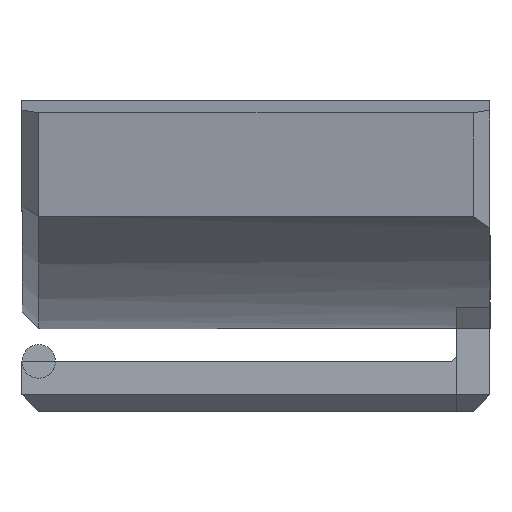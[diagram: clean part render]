
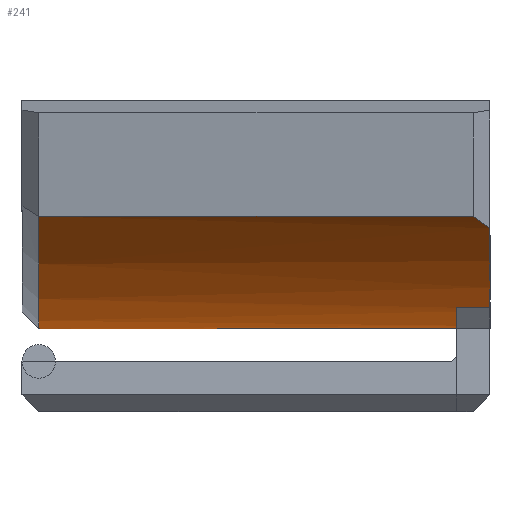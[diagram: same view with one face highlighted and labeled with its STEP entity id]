
A CAD part, left-side view. The second image highlights one B-rep face of the part: STEP entity #241.
In plain terms, the highlighted cylindrical face has radius 42.5 mm (diameter 85 mm), a partial arc.
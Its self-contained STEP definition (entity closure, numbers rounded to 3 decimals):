
#32 = VERTEX_POINT('',#33);
#33 = CARTESIAN_POINT('',(-8.973,-12.,-45.021));
#39 = EDGE_CURVE('',#40,#32,#42,.T.);
#40 = VERTEX_POINT('',#41);
#41 = CARTESIAN_POINT('',(-8.,-12.,-45.252));
#42 = CIRCLE('',#43,42.5);
#43 = AXIS2_PLACEMENT_3D('',#44,#45,#46);
#44 = CARTESIAN_POINT('',(1.302,-12.,-3.782));
#45 = DIRECTION('',(0.,1.,0.));
#46 = DIRECTION('',(0.,0.,1.));
#48 = EDGE_CURVE('',#49,#40,#51,.T.);
#49 = VERTEX_POINT('',#50);
#50 = CARTESIAN_POINT('',(8.,-12.,-45.751));
#51 = CIRCLE('',#52,42.5);
#52 = AXIS2_PLACEMENT_3D('',#53,#54,#55);
#53 = CARTESIAN_POINT('',(1.302,-12.,-3.782));
#54 = DIRECTION('',(0.,1.,0.));
#55 = DIRECTION('',(1.,0.,0.));
#57 = EDGE_CURVE('',#49,#58,#60,.T.);
#58 = VERTEX_POINT('',#59);
#59 = CARTESIAN_POINT('',(8.986,-12.,-45.582));
#60 = CIRCLE('',#61,42.5);
#61 = AXIS2_PLACEMENT_3D('',#62,#63,#64);
#62 = CARTESIAN_POINT('',(1.302,-12.,-3.782));
#63 = DIRECTION('',(0.,-1.,0.));
#64 = DIRECTION('',(0.,0.,1.));
#175 = VERTEX_POINT('',#176);
#176 = CARTESIAN_POINT('',(-8.973,-14.,-45.021));
#182 = EDGE_CURVE('',#175,#32,#183,.T.);
#183 = LINE('',#184,#185);
#184 = CARTESIAN_POINT('',(-8.973,-14.,-45.021));
#185 = VECTOR('',#186,1.);
#186 = DIRECTION('',(0.,1.,0.));
#241 = ADVANCED_FACE('',(#242),#315,.T.);
#242 = FACE_BOUND('',#243,.F.);
#243 = EDGE_LOOP('',(#244,#254,#263,#271,#280,#287,#288,#289,#290,#291,
    #299,#308));
#244 = ORIENTED_EDGE('',*,*,#245,.F.);
#245 = EDGE_CURVE('',#246,#248,#250,.T.);
#246 = VERTEX_POINT('',#247);
#247 = CARTESIAN_POINT('',(23.489,13.,-40.031));
#248 = VERTEX_POINT('',#249);
#249 = CARTESIAN_POINT('',(23.489,-13.,-40.031));
#250 = LINE('',#251,#252);
#251 = CARTESIAN_POINT('',(23.489,14.,-40.031));
#252 = VECTOR('',#253,1.);
#253 = DIRECTION('',(0.,-1.,0.));
#254 = ORIENTED_EDGE('',*,*,#255,.F.);
#255 = EDGE_CURVE('',#256,#246,#258,.T.);
#256 = VERTEX_POINT('',#257);
#257 = CARTESIAN_POINT('',(-21.643,13.,-39.556));
#258 = CIRCLE('',#259,42.5);
#259 = AXIS2_PLACEMENT_3D('',#260,#261,#262);
#260 = CARTESIAN_POINT('',(1.302,13.,-3.782));
#261 = DIRECTION('',(0.,-1.,0.));
#262 = DIRECTION('',(-0.54,0.,-0.842
    ));
#263 = ORIENTED_EDGE('',*,*,#264,.T.);
#264 = EDGE_CURVE('',#256,#265,#267,.T.);
#265 = VERTEX_POINT('',#266);
#266 = CARTESIAN_POINT('',(-21.643,-13.,-39.556));
#267 = LINE('',#268,#269);
#268 = CARTESIAN_POINT('',(-21.643,14.,-39.556));
#269 = VECTOR('',#270,1.);
#270 = DIRECTION('',(0.,-1.,0.));
#271 = ORIENTED_EDGE('',*,*,#272,.F.);
#272 = EDGE_CURVE('',#273,#265,#275,.T.);
#273 = VERTEX_POINT('',#274);
#274 = CARTESIAN_POINT('',(-20.503,-14.,-40.262));
#275 = ELLIPSE('',#276,60.104,42.5);
#276 = AXIS2_PLACEMENT_3D('',#277,#278,#279);
#277 = CARTESIAN_POINT('',(1.302,-41.809,
    -3.782));
#278 = DIRECTION('',(0.696,0.707,0.123));
#279 = DIRECTION('',(-0.696,0.707,-0.123));
#280 = ORIENTED_EDGE('',*,*,#281,.T.);
#281 = EDGE_CURVE('',#273,#175,#282,.T.);
#282 = CIRCLE('',#283,42.5);
#283 = AXIS2_PLACEMENT_3D('',#284,#285,#286);
#284 = CARTESIAN_POINT('',(1.302,-14.,-3.782));
#285 = DIRECTION('',(0.,-1.,0.));
#286 = DIRECTION('',(1.,0.,0.));
#287 = ORIENTED_EDGE('',*,*,#182,.T.);
#288 = ORIENTED_EDGE('',*,*,#39,.F.);
#289 = ORIENTED_EDGE('',*,*,#48,.F.);
#290 = ORIENTED_EDGE('',*,*,#57,.T.);
#291 = ORIENTED_EDGE('',*,*,#292,.F.);
#292 = EDGE_CURVE('',#293,#58,#295,.T.);
#293 = VERTEX_POINT('',#294);
#294 = CARTESIAN_POINT('',(8.986,-14.,-45.582));
#295 = LINE('',#296,#297);
#296 = CARTESIAN_POINT('',(8.986,-14.,-45.582));
#297 = VECTOR('',#298,1.);
#298 = DIRECTION('',(0.,1.,0.));
#299 = ORIENTED_EDGE('',*,*,#300,.T.);
#300 = EDGE_CURVE('',#293,#301,#303,.T.);
#301 = VERTEX_POINT('',#302);
#302 = CARTESIAN_POINT('',(22.355,-14.,-40.701));
#303 = CIRCLE('',#304,42.5);
#304 = AXIS2_PLACEMENT_3D('',#305,#306,#307);
#305 = CARTESIAN_POINT('',(1.302,-14.,-3.782));
#306 = DIRECTION('',(0.,-1.,0.));
#307 = DIRECTION('',(1.,0.,0.));
#308 = ORIENTED_EDGE('',*,*,#309,.F.);
#309 = EDGE_CURVE('',#248,#301,#310,.T.);
#310 = ELLIPSE('',#311,60.104,42.5);
#311 = AXIS2_PLACEMENT_3D('',#312,#313,#314);
#312 = CARTESIAN_POINT('',(1.302,-41.144,
    -3.782));
#313 = DIRECTION('',(-0.696,0.707,0.123));
#314 = DIRECTION('',(0.696,0.707,-0.123));
#315 = CYLINDRICAL_SURFACE('',#316,42.5);
#316 = AXIS2_PLACEMENT_3D('',#317,#318,#319);
#317 = CARTESIAN_POINT('',(1.302,14.,-3.782));
#318 = DIRECTION('',(0.,1.,0.));
#319 = DIRECTION('',(1.,0.,0.));
